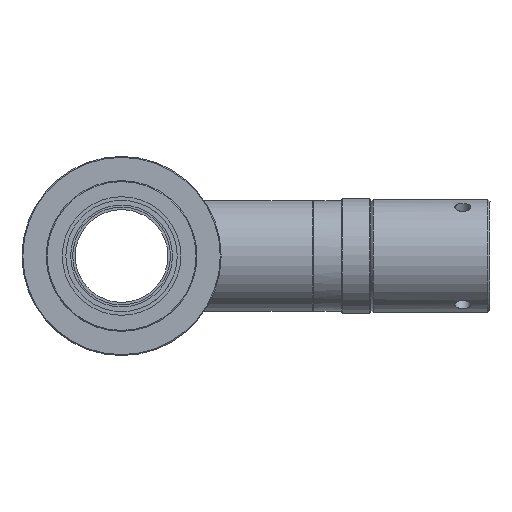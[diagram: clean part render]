
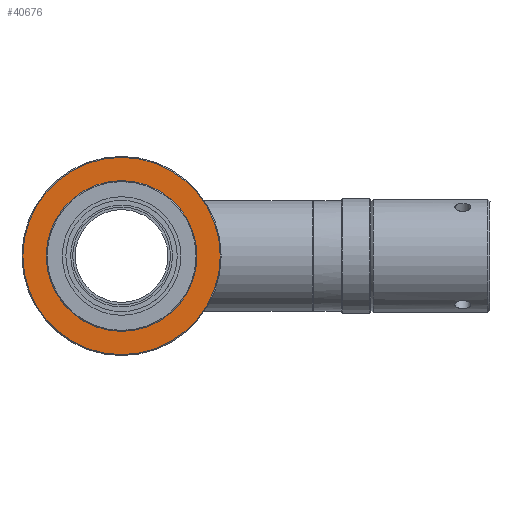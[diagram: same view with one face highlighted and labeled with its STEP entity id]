
A CAD part, left-side view. The second image highlights one B-rep face of the part: STEP entity #40676.
In plain terms, the highlighted planar face has unit normal (-1, 0, 0).
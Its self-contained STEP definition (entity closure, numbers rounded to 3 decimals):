
#23 = EDGE_LOOP ( 'NONE', ( #49075 ) ) ;
#8543 = DIRECTION ( 'NONE',  ( 0., 0., 1. ) ) ;
#10278 = CARTESIAN_POINT ( 'NONE',  ( 8.5, 0., 0. ) ) ;
#11352 = DIRECTION ( 'NONE',  ( 1., 0., 0. ) ) ;
#14521 = EDGE_CURVE ( 'NONE', #32198, #32198, #36251, .T. ) ;
#16606 = DIRECTION ( 'NONE',  ( 0., -1., 0. ) ) ;
#17933 = CARTESIAN_POINT ( 'NONE',  ( 8.5, 0., 0. ) ) ;
#21242 = AXIS2_PLACEMENT_3D ( 'NONE', #10278, #23491, #50233 ) ;
#21901 = VERTEX_POINT ( 'NONE', #31279 ) ;
#22741 = EDGE_LOOP ( 'NONE', ( #49898 ) ) ;
#23491 = DIRECTION ( 'NONE',  ( -1., 0., 0. ) ) ;
#26729 = PLANE ( 'NONE',  #43166 ) ;
#31279 = CARTESIAN_POINT ( 'NONE',  ( 8.5, -15.186, 0. ) ) ;
#32198 = VERTEX_POINT ( 'NONE', #51038 ) ;
#32617 = EDGE_CURVE ( 'NONE', #21901, #21901, #44791, .T. ) ;
#36251 = CIRCLE ( 'NONE', #21242, 21.8 ) ;
#37790 = CARTESIAN_POINT ( 'NONE',  ( 8.5, 0., 0. ) ) ;
#40676 = ADVANCED_FACE ( 'NONE', ( #41112, #44943 ), #26729, .T. ) ;
#41112 = FACE_BOUND ( 'NONE', #22741, .T. ) ;
#43166 = AXIS2_PLACEMENT_3D ( 'NONE', #17933, #44366, #8543 ) ;
#44366 = DIRECTION ( 'NONE',  ( -1., 0., 0. ) ) ;
#44791 = CIRCLE ( 'NONE', #50422, 15.186 ) ;
#44943 = FACE_OUTER_BOUND ( 'NONE', #23, .T. ) ;
#49075 = ORIENTED_EDGE ( 'NONE', *, *, #14521, .T. ) ;
#49898 = ORIENTED_EDGE ( 'NONE', *, *, #32617, .T. ) ;
#50233 = DIRECTION ( 'NONE',  ( 0., 1., 0. ) ) ;
#50422 = AXIS2_PLACEMENT_3D ( 'NONE', #37790, #11352, #16606 ) ;
#51038 = CARTESIAN_POINT ( 'NONE',  ( 8.5, 21.8, 0. ) ) ;
